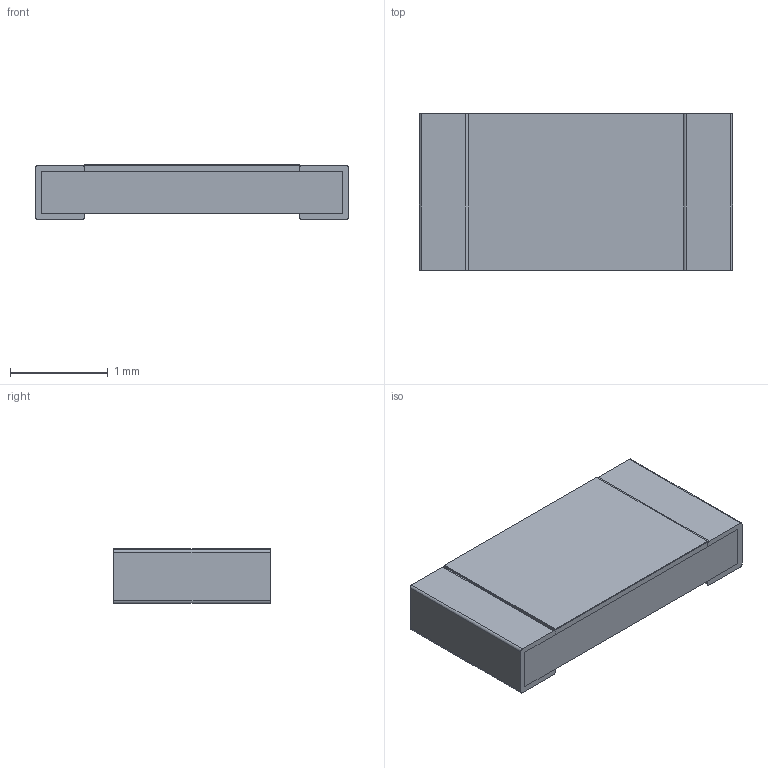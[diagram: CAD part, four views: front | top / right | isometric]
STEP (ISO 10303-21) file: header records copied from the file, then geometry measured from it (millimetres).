
FILE_DESCRIPTION(('FreeCAD Model'),'2;1');
FILE_NAME('F_1206.step', '2017-07-31T11:46:31',('kicad StepUp'),('ksu MCAD'), 'Open CASCADE STEP processor 7.1','FreeCAD','Unknown');
FILE_SCHEMA(('AUTOMOTIVE_DESIGN_CC2 { 1 2 10303 214 -1 1 5 4 }'));
Length unit declared in the file: millimetre
Products named in the file (1): F_1206
Bounding box: 3.2 x 1.6 x 0.56 mm (x, y, z)
Volume: 2.6 mm3; surface area: 15.5 mm2
Topology: 1 solids, 1 shells, 32 faces, 86 edges, 56 vertices
Faces by surface type: plane 24, cylinder 8
Entity records: 1232 total; most frequent: CARTESIAN_POINT 175, ORIENTED_EDGE 172, DIRECTION 168, EDGE_CURVE 86, LINE 70, VECTOR 70, VERTEX_POINT 56, AXIS2_PLACEMENT_3D 49
